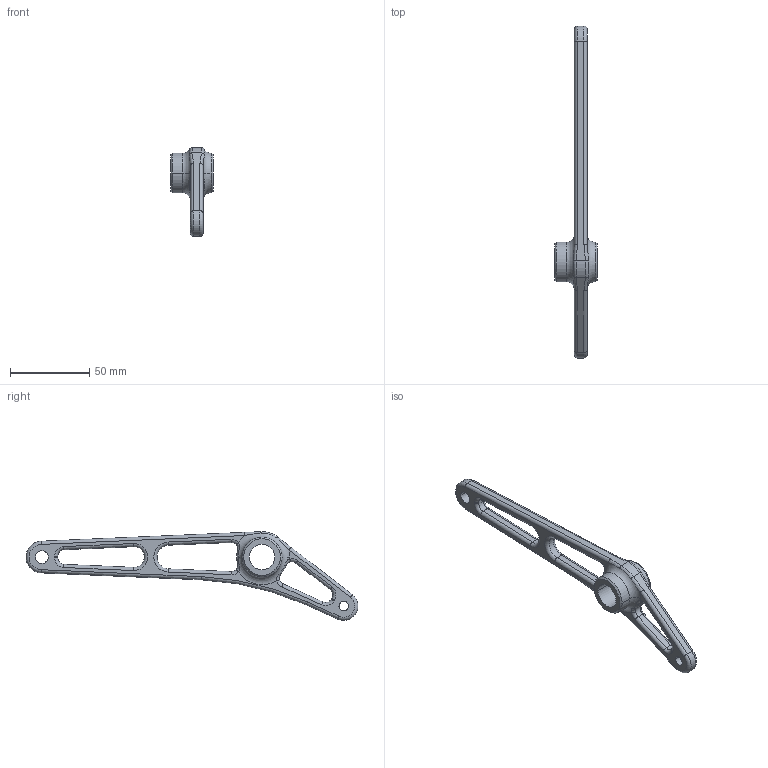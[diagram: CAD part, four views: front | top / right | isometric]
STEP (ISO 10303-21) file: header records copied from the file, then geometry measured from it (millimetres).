
FILE_DESCRIPTION(('CATIA V5 STEP Exchange'),'2;1');
FILE_NAME('9150137_Selecteur_de_vitesse.stp','2017-11-16T18:41:31+00:00',('none'),('none'),'Version 5-6 Release 2012','CATIA V5 STEP AP203','none');
FILE_SCHEMA(('CONFIG_CONTROL_DESIGN'));
Length unit declared in the file: millimetre
Products named in the file (1): Selecteur de vitesse
Bounding box: 27 x 209.09 x 55.86 mm (x, y, z)
Volume: 32131.8 mm3; surface area: 14632.8 mm2
Topology: 1 solids, 1 shells, 118 faces, 284 edges, 164 vertices
Faces by surface type: cylinder 48, torus 40, plane 14, bspline 12, cone 4
Entity records: 4464 total; most frequent: CARTESIAN_POINT 1853, ORIENTED_EDGE 568, DIRECTION 440, EDGE_CURVE 284, AXIS2_PLACEMENT_3D 262, CIRCLE 164, VERTEX_POINT 164, EDGE_LOOP 126
